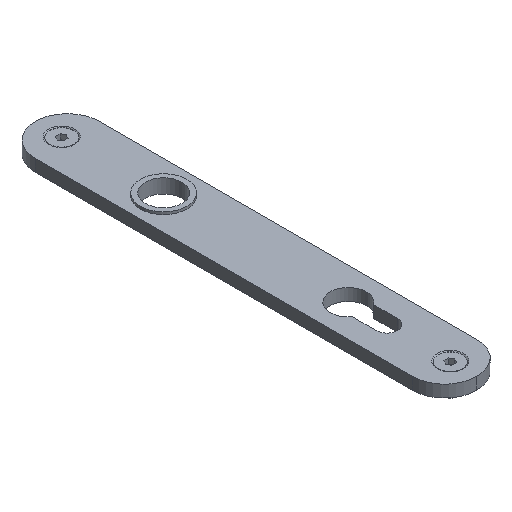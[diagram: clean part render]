
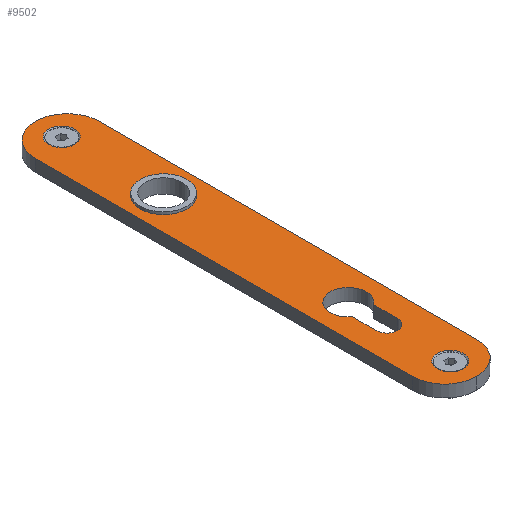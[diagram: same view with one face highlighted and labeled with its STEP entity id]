
A CAD part, isometric view. The second image highlights one B-rep face of the part: STEP entity #9502.
In plain terms, the highlighted planar face has unit normal (0, 0, 1).
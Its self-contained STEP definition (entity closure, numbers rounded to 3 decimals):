
#242 = CARTESIAN_POINT ( 'NONE',  ( 0., 96.75, 3. ) ) ;
#285 = CARTESIAN_POINT ( 'NONE',  ( -6.55, -96.75, 3. ) ) ;
#525 = ORIENTED_EDGE ( 'NONE', *, *, #2935, .T. ) ;
#906 = CARTESIAN_POINT ( 'NONE',  ( 16., 94., 3. ) ) ;
#1065 = ORIENTED_EDGE ( 'NONE', *, *, #15297, .T. ) ;
#1308 = CARTESIAN_POINT ( 'NONE',  ( 5.25, -53.31, 3. ) ) ;
#1369 = VERTEX_POINT ( 'NONE', #285 ) ;
#1506 = DIRECTION ( 'NONE',  ( -1., 0., 0. ) ) ;
#1539 = DIRECTION ( 'NONE',  ( 1., 0., 0. ) ) ;
#1717 = EDGE_CURVE ( 'NONE', #13892, #13892, #3195, .T. ) ;
#1754 = CARTESIAN_POINT ( 'NONE',  ( 0., -46., 3. ) ) ;
#1791 = EDGE_CURVE ( 'NONE', #15058, #13344, #7694, .T. ) ;
#1870 = AXIS2_PLACEMENT_3D ( 'NONE', #14149, #5639, #14199 ) ;
#1899 = PLANE ( 'NONE',  #1870 ) ;
#1937 = EDGE_CURVE ( 'NONE', #15432, #15432, #8094, .T. ) ;
#2101 = DIRECTION ( 'NONE',  ( 1., 0., 0. ) ) ;
#2281 = AXIS2_PLACEMENT_3D ( 'NONE', #8598, #9741, #2101 ) ;
#2429 = DIRECTION ( 'NONE',  ( 0., 0., -1. ) ) ;
#2540 = CARTESIAN_POINT ( 'NONE',  ( 5.25, -65.25, 3. ) ) ;
#2613 = CARTESIAN_POINT ( 'NONE',  ( 0., -65.25, 3. ) ) ;
#2646 = FACE_OUTER_BOUND ( 'NONE', #15346, .T. ) ;
#2935 = EDGE_CURVE ( 'NONE', #7294, #3646, #10067, .T. ) ;
#3195 = CIRCLE ( 'NONE', #7598, 10. ) ;
#3296 = DIRECTION ( 'NONE',  ( 1., 0., 0. ) ) ;
#3490 = CARTESIAN_POINT ( 'NONE',  ( 0., 94., 3. ) ) ;
#3623 = EDGE_CURVE ( 'NONE', #3646, #15058, #7091, .T. ) ;
#3646 = VERTEX_POINT ( 'NONE', #5028 ) ;
#3752 = CIRCLE ( 'NONE', #9193, 6.55 ) ;
#4089 = CARTESIAN_POINT ( 'NONE',  ( 10., 46., 3. ) ) ;
#4254 = CARTESIAN_POINT ( 'NONE',  ( -5.25, -65.25, 3. ) ) ;
#4316 = EDGE_CURVE ( 'NONE', #1369, #1369, #3752, .T. ) ;
#4332 = VERTEX_POINT ( 'NONE', #9911 ) ;
#4491 = EDGE_LOOP ( 'NONE', ( #8008 ) ) ;
#4652 = ORIENTED_EDGE ( 'NONE', *, *, #6494, .T. ) ;
#4747 = DIRECTION ( 'NONE',  ( 1., 0., 0. ) ) ;
#4807 = DIRECTION ( 'NONE',  ( 0., 0., 1. ) ) ;
#4871 = VECTOR ( 'NONE', #5426, 1000. ) ;
#4886 = DIRECTION ( 'NONE',  ( 0., 0., 1. ) ) ;
#5028 = CARTESIAN_POINT ( 'NONE',  ( -16., -94., 3. ) ) ;
#5250 = DIRECTION ( 'NONE',  ( 1., 0., 0. ) ) ;
#5331 = VERTEX_POINT ( 'NONE', #906 ) ;
#5426 = DIRECTION ( 'NONE',  ( 0., 1., 0. ) ) ;
#5639 = DIRECTION ( 'NONE',  ( 0., 0., 1. ) ) ;
#5720 = VERTEX_POINT ( 'NONE', #2540 ) ;
#5910 = ORIENTED_EDGE ( 'NONE', *, *, #1717, .F. ) ;
#5922 = CARTESIAN_POINT ( 'NONE',  ( 0., 46., 3. ) ) ;
#5923 = ORIENTED_EDGE ( 'NONE', *, *, #1791, .T. ) ;
#6076 = CARTESIAN_POINT ( 'NONE',  ( 0., 110., 3. ) ) ;
#6151 = EDGE_LOOP ( 'NONE', ( #13960, #15397, #8759, #14561 ) ) ;
#6170 = DIRECTION ( 'NONE',  ( 0., 0., 1. ) ) ;
#6235 = AXIS2_PLACEMENT_3D ( 'NONE', #12362, #4886, #7510 ) ;
#6494 = EDGE_CURVE ( 'NONE', #13344, #5331, #12489, .T. ) ;
#6738 = CARTESIAN_POINT ( 'NONE',  ( 16., 110., 3. ) ) ;
#6810 = AXIS2_PLACEMENT_3D ( 'NONE', #1754, #10498, #1539 ) ;
#6825 = VERTEX_POINT ( 'NONE', #11419 ) ;
#6892 = AXIS2_PLACEMENT_3D ( 'NONE', #13649, #6170, #8755 ) ;
#6914 = LINE ( 'NONE', #4254, #7688 ) ;
#7091 = CIRCLE ( 'NONE', #6892, 16. ) ;
#7136 = CIRCLE ( 'NONE', #6810, 9. ) ;
#7294 = VERTEX_POINT ( 'NONE', #9736 ) ;
#7510 = DIRECTION ( 'NONE',  ( 1., 0., 0. ) ) ;
#7565 = EDGE_CURVE ( 'NONE', #5720, #11055, #7982, .T. ) ;
#7598 = AXIS2_PLACEMENT_3D ( 'NONE', #5922, #10817, #3296 ) ;
#7688 = VECTOR ( 'NONE', #15520, 1000. ) ;
#7694 = CIRCLE ( 'NONE', #6235, 16. ) ;
#7886 = VECTOR ( 'NONE', #12228, 1000. ) ;
#7982 = LINE ( 'NONE', #1308, #11140 ) ;
#8008 = ORIENTED_EDGE ( 'NONE', *, *, #1937, .F. ) ;
#8094 = CIRCLE ( 'NONE', #10987, 6.55 ) ;
#8368 = FACE_BOUND ( 'NONE', #8690, .T. ) ;
#8590 = DIRECTION ( 'NONE',  ( -1., 0., 0. ) ) ;
#8598 = CARTESIAN_POINT ( 'NONE',  ( 0., 94., 3. ) ) ;
#8690 = EDGE_LOOP ( 'NONE', ( #5910 ) ) ;
#8719 = ORIENTED_EDGE ( 'NONE', *, *, #15181, .T. ) ;
#8755 = DIRECTION ( 'NONE',  ( 1., 0., 0. ) ) ;
#8759 = ORIENTED_EDGE ( 'NONE', *, *, #7565, .F. ) ;
#8765 = FACE_BOUND ( 'NONE', #4491, .T. ) ;
#8819 = AXIS2_PLACEMENT_3D ( 'NONE', #2613, #13936, #5250 ) ;
#8945 = FACE_BOUND ( 'NONE', #10209, .T. ) ;
#9193 = AXIS2_PLACEMENT_3D ( 'NONE', #13590, #2429, #8590 ) ;
#9237 = CARTESIAN_POINT ( 'NONE',  ( 0., -110., 3. ) ) ;
#9502 = ADVANCED_FACE ( 'NONE', ( #8765, #8945, #2646, #8368, #15547 ), #1899, .T. ) ;
#9736 = CARTESIAN_POINT ( 'NONE',  ( -16., 94., 3. ) ) ;
#9741 = DIRECTION ( 'NONE',  ( 0., 0., 1. ) ) ;
#9867 = AXIS2_PLACEMENT_3D ( 'NONE', #3490, #4807, #4747 ) ;
#9911 = CARTESIAN_POINT ( 'NONE',  ( -5.25, -53.31, 3. ) ) ;
#10067 = LINE ( 'NONE', #12390, #7886 ) ;
#10209 = EDGE_LOOP ( 'NONE', ( #14275 ) ) ;
#10498 = DIRECTION ( 'NONE',  ( 0., 0., 1. ) ) ;
#10647 = EDGE_CURVE ( 'NONE', #6825, #5720, #14951, .T. ) ;
#10817 = DIRECTION ( 'NONE',  ( 0., 0., 1. ) ) ;
#10987 = AXIS2_PLACEMENT_3D ( 'NONE', #242, #14023, #1506 ) ;
#11055 = VERTEX_POINT ( 'NONE', #14069 ) ;
#11140 = VECTOR ( 'NONE', #12781, 1000. ) ;
#11188 = VERTEX_POINT ( 'NONE', #6076 ) ;
#11419 = CARTESIAN_POINT ( 'NONE',  ( -5.25, -65.25, 3. ) ) ;
#11645 = EDGE_CURVE ( 'NONE', #11055, #4332, #7136, .T. ) ;
#12228 = DIRECTION ( 'NONE',  ( 0., -1., 0. ) ) ;
#12362 = CARTESIAN_POINT ( 'NONE',  ( 0., -94., 3. ) ) ;
#12390 = CARTESIAN_POINT ( 'NONE',  ( -16., 110., 3. ) ) ;
#12489 = LINE ( 'NONE', #6738, #4871 ) ;
#12722 = CIRCLE ( 'NONE', #2281, 16. ) ;
#12781 = DIRECTION ( 'NONE',  ( 0., 1., 0. ) ) ;
#12894 = EDGE_CURVE ( 'NONE', #4332, #6825, #6914, .T. ) ;
#13344 = VERTEX_POINT ( 'NONE', #15716 ) ;
#13590 = CARTESIAN_POINT ( 'NONE',  ( 0., -96.75, 3. ) ) ;
#13649 = CARTESIAN_POINT ( 'NONE',  ( 0., -94., 3. ) ) ;
#13892 = VERTEX_POINT ( 'NONE', #4089 ) ;
#13936 = DIRECTION ( 'NONE',  ( 0., 0., 1. ) ) ;
#13960 = ORIENTED_EDGE ( 'NONE', *, *, #12894, .F. ) ;
#14023 = DIRECTION ( 'NONE',  ( 0., 0., 1. ) ) ;
#14069 = CARTESIAN_POINT ( 'NONE',  ( 5.25, -53.31, 3. ) ) ;
#14149 = CARTESIAN_POINT ( 'NONE',  ( 0., 0., 3. ) ) ;
#14199 = DIRECTION ( 'NONE',  ( 1., 0., 0. ) ) ;
#14275 = ORIENTED_EDGE ( 'NONE', *, *, #4316, .T. ) ;
#14561 = ORIENTED_EDGE ( 'NONE', *, *, #10647, .F. ) ;
#14951 = CIRCLE ( 'NONE', #8819, 5.25 ) ;
#15058 = VERTEX_POINT ( 'NONE', #9237 ) ;
#15181 = EDGE_CURVE ( 'NONE', #5331, #11188, #12722, .T. ) ;
#15297 = EDGE_CURVE ( 'NONE', #11188, #7294, #15824, .T. ) ;
#15346 = EDGE_LOOP ( 'NONE', ( #15657, #5923, #4652, #8719, #1065, #525 ) ) ;
#15348 = CARTESIAN_POINT ( 'NONE',  ( -6.55, 96.75, 3. ) ) ;
#15397 = ORIENTED_EDGE ( 'NONE', *, *, #11645, .F. ) ;
#15432 = VERTEX_POINT ( 'NONE', #15348 ) ;
#15520 = DIRECTION ( 'NONE',  ( 0., -1., 0. ) ) ;
#15547 = FACE_BOUND ( 'NONE', #6151, .T. ) ;
#15657 = ORIENTED_EDGE ( 'NONE', *, *, #3623, .T. ) ;
#15716 = CARTESIAN_POINT ( 'NONE',  ( 16., -94., 3. ) ) ;
#15824 = CIRCLE ( 'NONE', #9867, 16. ) ;
